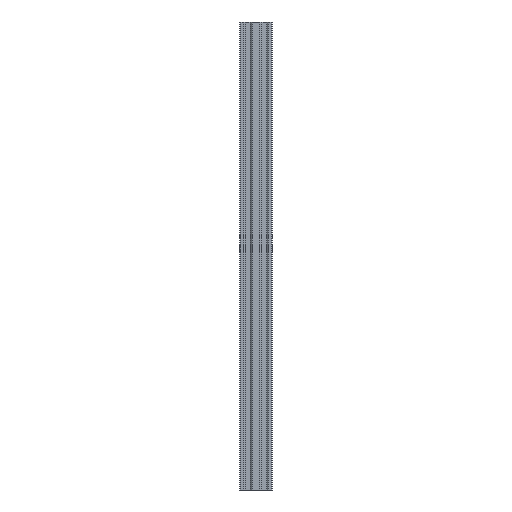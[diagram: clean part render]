
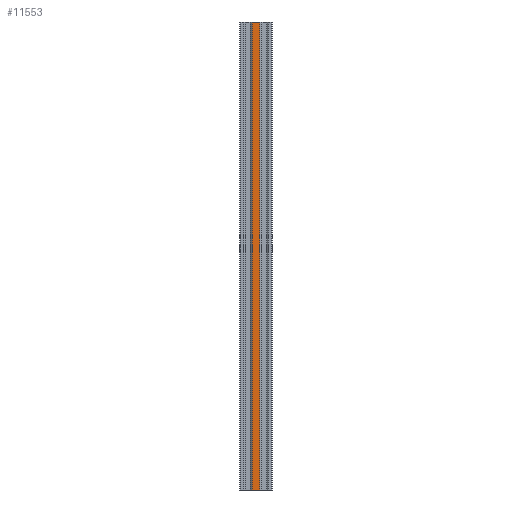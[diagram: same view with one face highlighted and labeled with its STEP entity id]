
A CAD part, left-side view. The second image highlights one B-rep face of the part: STEP entity #11553.
In plain terms, the highlighted planar face has unit normal (-1, 0, 0).
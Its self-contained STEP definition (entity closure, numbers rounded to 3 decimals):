
#83 = PLANE('',#84);
#84 = AXIS2_PLACEMENT_3D('',#85,#86,#87);
#85 = CARTESIAN_POINT('',(20.,0.,570.));
#86 = DIRECTION('',(0.,0.,1.));
#87 = DIRECTION('',(1.,0.,-0.));
#137 = PLANE('',#138);
#138 = AXIS2_PLACEMENT_3D('',#139,#140,#141);
#139 = CARTESIAN_POINT('',(20.,0.,0.));
#140 = DIRECTION('',(0.,0.,1.));
#141 = DIRECTION('',(1.,0.,-0.));
#1906 = VERTEX_POINT('',#1907);
#1907 = CARTESIAN_POINT('',(-20.,-4.814,0.));
#1921 = PLANE('',#1922);
#1922 = AXIS2_PLACEMENT_3D('',#1923,#1924,#1925);
#1923 = CARTESIAN_POINT('',(-20.,-4.814,0.));
#1924 = DIRECTION('',(0.707,0.707,0.));
#1925 = DIRECTION('',(0.707,-0.707,0.));
#1933 = EDGE_CURVE('',#1934,#1906,#1936,.T.);
#1934 = VERTEX_POINT('',#1935);
#1935 = CARTESIAN_POINT('',(-20.,4.814,0.));
#1936 = SURFACE_CURVE('',#1937,(#1941,#1948),.PCURVE_S1.);
#1937 = LINE('',#1938,#1939);
#1938 = CARTESIAN_POINT('',(-20.,0.,0.));
#1939 = VECTOR('',#1940,1.);
#1940 = DIRECTION('',(0.,-1.,-0.));
#1941 = PCURVE('',#137,#1942);
#1942 = DEFINITIONAL_REPRESENTATION('',(#1943),#1947);
#1943 = LINE('',#1944,#1945);
#1944 = CARTESIAN_POINT('',(-40.,0.));
#1945 = VECTOR('',#1946,1.);
#1946 = DIRECTION('',(0.,-1.));
#1947 = ( GEOMETRIC_REPRESENTATION_CONTEXT(2) 
PARAMETRIC_REPRESENTATION_CONTEXT() REPRESENTATION_CONTEXT('2D SPACE',''
  ) );
#1948 = PCURVE('',#1949,#1954);
#1949 = PLANE('',#1950);
#1950 = AXIS2_PLACEMENT_3D('',#1951,#1952,#1953);
#1951 = CARTESIAN_POINT('',(-20.,0.,0.));
#1952 = DIRECTION('',(1.,0.,0.));
#1953 = DIRECTION('',(-0.,0.,1.));
#1954 = DEFINITIONAL_REPRESENTATION('',(#1955),#1959);
#1955 = LINE('',#1956,#1957);
#1956 = CARTESIAN_POINT('',(0.,0.));
#1957 = VECTOR('',#1958,1.);
#1958 = DIRECTION('',(0.,1.));
#1959 = ( GEOMETRIC_REPRESENTATION_CONTEXT(2) 
PARAMETRIC_REPRESENTATION_CONTEXT() REPRESENTATION_CONTEXT('2D SPACE',''
  ) );
#1977 = PLANE('',#1978);
#1978 = AXIS2_PLACEMENT_3D('',#1979,#1980,#1981);
#1979 = CARTESIAN_POINT('',(-20.,4.814,0.));
#1980 = DIRECTION('',(0.707,-0.707,0.));
#1981 = DIRECTION('',(-0.707,-0.707,-0.));
#5879 = EDGE_CURVE('',#1906,#5880,#5882,.T.);
#5880 = VERTEX_POINT('',#5881);
#5881 = CARTESIAN_POINT('',(-20.,-4.814,570.));
#5882 = SURFACE_CURVE('',#5883,(#5887,#5894),.PCURVE_S1.);
#5883 = LINE('',#5884,#5885);
#5884 = CARTESIAN_POINT('',(-20.,-4.814,0.));
#5885 = VECTOR('',#5886,1.);
#5886 = DIRECTION('',(0.,0.,1.));
#5887 = PCURVE('',#1921,#5888);
#5888 = DEFINITIONAL_REPRESENTATION('',(#5889),#5893);
#5889 = LINE('',#5890,#5891);
#5890 = CARTESIAN_POINT('',(0.,0.));
#5891 = VECTOR('',#5892,1.);
#5892 = DIRECTION('',(0.,-1.));
#5893 = ( GEOMETRIC_REPRESENTATION_CONTEXT(2) 
PARAMETRIC_REPRESENTATION_CONTEXT() REPRESENTATION_CONTEXT('2D SPACE',''
  ) );
#5894 = PCURVE('',#1949,#5895);
#5895 = DEFINITIONAL_REPRESENTATION('',(#5896),#5900);
#5896 = LINE('',#5897,#5898);
#5897 = CARTESIAN_POINT('',(0.,4.814));
#5898 = VECTOR('',#5899,1.);
#5899 = DIRECTION('',(1.,0.));
#5900 = ( GEOMETRIC_REPRESENTATION_CONTEXT(2) 
PARAMETRIC_REPRESENTATION_CONTEXT() REPRESENTATION_CONTEXT('2D SPACE',''
  ) );
#6413 = EDGE_CURVE('',#1934,#6414,#6416,.T.);
#6414 = VERTEX_POINT('',#6415);
#6415 = CARTESIAN_POINT('',(-20.,4.814,570.));
#6416 = SURFACE_CURVE('',#6417,(#6421,#6428),.PCURVE_S1.);
#6417 = LINE('',#6418,#6419);
#6418 = CARTESIAN_POINT('',(-20.,4.814,0.));
#6419 = VECTOR('',#6420,1.);
#6420 = DIRECTION('',(0.,0.,1.));
#6421 = PCURVE('',#1977,#6422);
#6422 = DEFINITIONAL_REPRESENTATION('',(#6423),#6427);
#6423 = LINE('',#6424,#6425);
#6424 = CARTESIAN_POINT('',(-0.,0.));
#6425 = VECTOR('',#6426,1.);
#6426 = DIRECTION('',(-0.,-1.));
#6427 = ( GEOMETRIC_REPRESENTATION_CONTEXT(2) 
PARAMETRIC_REPRESENTATION_CONTEXT() REPRESENTATION_CONTEXT('2D SPACE',''
  ) );
#6428 = PCURVE('',#1949,#6429);
#6429 = DEFINITIONAL_REPRESENTATION('',(#6430),#6434);
#6430 = LINE('',#6431,#6432);
#6431 = CARTESIAN_POINT('',(0.,-4.814));
#6432 = VECTOR('',#6433,1.);
#6433 = DIRECTION('',(1.,0.));
#6434 = ( GEOMETRIC_REPRESENTATION_CONTEXT(2) 
PARAMETRIC_REPRESENTATION_CONTEXT() REPRESENTATION_CONTEXT('2D SPACE',''
  ) );
#10347 = EDGE_CURVE('',#5880,#6414,#10348,.T.);
#10348 = SURFACE_CURVE('',#10349,(#10353,#10360),.PCURVE_S1.);
#10349 = LINE('',#10350,#10351);
#10350 = CARTESIAN_POINT('',(-20.,0.,570.));
#10351 = VECTOR('',#10352,1.);
#10352 = DIRECTION('',(0.,1.,0.));
#10353 = PCURVE('',#83,#10354);
#10354 = DEFINITIONAL_REPRESENTATION('',(#10355),#10359);
#10355 = LINE('',#10356,#10357);
#10356 = CARTESIAN_POINT('',(-40.,0.));
#10357 = VECTOR('',#10358,1.);
#10358 = DIRECTION('',(0.,1.));
#10359 = ( GEOMETRIC_REPRESENTATION_CONTEXT(2) 
PARAMETRIC_REPRESENTATION_CONTEXT() REPRESENTATION_CONTEXT('2D SPACE',''
  ) );
#10360 = PCURVE('',#1949,#10361);
#10361 = DEFINITIONAL_REPRESENTATION('',(#10362),#10366);
#10362 = LINE('',#10363,#10364);
#10363 = CARTESIAN_POINT('',(570.,0.));
#10364 = VECTOR('',#10365,1.);
#10365 = DIRECTION('',(0.,-1.));
#10366 = ( GEOMETRIC_REPRESENTATION_CONTEXT(2) 
PARAMETRIC_REPRESENTATION_CONTEXT() REPRESENTATION_CONTEXT('2D SPACE',''
  ) );
#11553 = ADVANCED_FACE('',(#11554),#1949,.F.);
#11554 = FACE_BOUND('',#11555,.T.);
#11555 = EDGE_LOOP('',(#11556,#11557,#11558,#11559));
#11556 = ORIENTED_EDGE('',*,*,#1933,.T.);
#11557 = ORIENTED_EDGE('',*,*,#5879,.T.);
#11558 = ORIENTED_EDGE('',*,*,#10347,.T.);
#11559 = ORIENTED_EDGE('',*,*,#6413,.F.);
